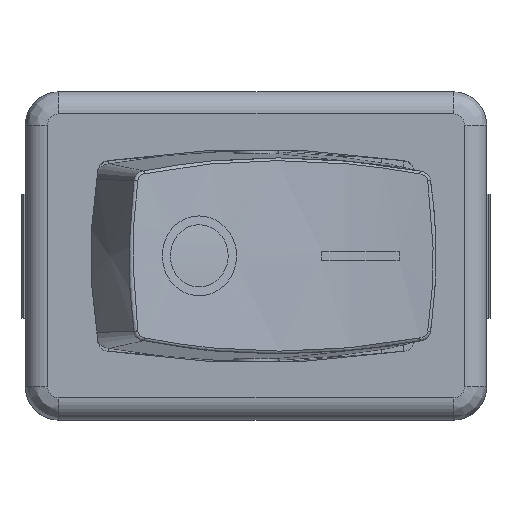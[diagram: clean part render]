
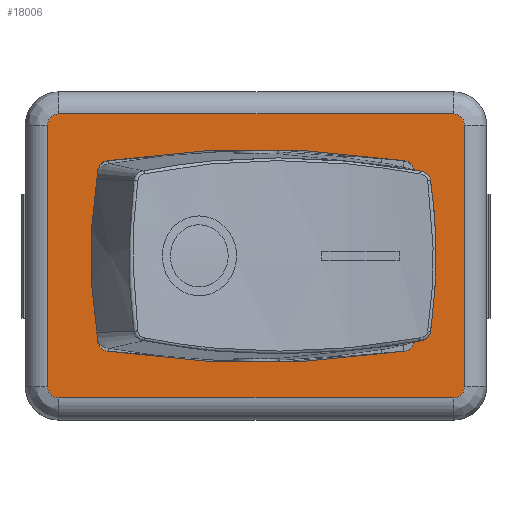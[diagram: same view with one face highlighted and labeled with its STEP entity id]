
A CAD part, top view. The second image highlights one B-rep face of the part: STEP entity #18006.
In plain terms, the highlighted planar face has unit normal (0, 0, 1).
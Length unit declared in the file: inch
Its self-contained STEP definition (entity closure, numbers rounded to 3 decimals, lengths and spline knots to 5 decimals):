
#1157=CARTESIAN_POINT('',(0.28065,0.15267,0.62992));
#1158=VERTEX_POINT('',#1157);
#1159=CARTESIAN_POINT('',(0.28727,0.15148,0.62992));
#1160=VERTEX_POINT('',#1159);
#1161=CARTESIAN_POINT('',(0.00909,-1.29883,0.62992));
#1162=DIRECTION('',(0.0,0.0,-1.0));
#1163=DIRECTION('',(-1.0,0.0,0.0));
#1164=AXIS2_PLACEMENT_3D('',#1161,#1162,#1163);
#1165=ELLIPSE('',#1164,1.51569,1.47537);
#1166=EDGE_CURVE('',#1158,#1160,#1165,.T.);
#1404=CARTESIAN_POINT('',(0.3066,0.13403,0.62992));
#1405=VERTEX_POINT('',#1404);
#1406=CARTESIAN_POINT('',(0.28594,0.13121,0.62992));
#1407=DIRECTION('',(0.0,0.0,-1.0));
#1408=DIRECTION('',(-1.0,0.0,0.0));
#1409=AXIS2_PLACEMENT_3D('',#1406,#1407,#1408);
#1410=ELLIPSE('',#1409,0.02087,0.02031);
#1411=EDGE_CURVE('',#1160,#1405,#1410,.T.);
#1487=CARTESIAN_POINT('',(0.3066,-0.13403,0.62992));
#1488=VERTEX_POINT('',#1487);
#1489=CARTESIAN_POINT('',(-0.67747,0.,0.62992));
#1490=DIRECTION('',(0.0,0.0,-1.0));
#1491=DIRECTION('',(-1.0,0.0,0.0));
#1492=AXIS2_PLACEMENT_3D('',#1489,#1490,#1491);
#1493=ELLIPSE('',#1492,0.99366,0.96723);
#1494=EDGE_CURVE('',#1405,#1488,#1493,.T.);
#3404=CARTESIAN_POINT('',(0.28727,-0.15148,0.62992));
#3405=VERTEX_POINT('',#3404);
#3406=CARTESIAN_POINT('',(0.28065,-0.15267,0.62992));
#3407=VERTEX_POINT('',#3406);
#3408=CARTESIAN_POINT('',(0.00909,1.29883,0.62992));
#3409=DIRECTION('',(0.0,0.0,-1.0));
#3410=DIRECTION('',(1.0,0.0,0.0));
#3411=AXIS2_PLACEMENT_3D('',#3408,#3409,#3410);
#3412=ELLIPSE('',#3411,1.51569,1.47537);
#3413=EDGE_CURVE('',#3405,#3407,#3412,.T.);
#3460=CARTESIAN_POINT('',(0.28594,-0.13121,0.62992));
#3461=DIRECTION('',(0.0,0.0,-1.0));
#3462=DIRECTION('',(1.0,0.0,0.0));
#3463=AXIS2_PLACEMENT_3D('',#3460,#3461,#3462);
#3464=ELLIPSE('',#3463,0.02087,0.02031);
#3465=EDGE_CURVE('',#1488,#3405,#3464,.T.);
#3551=CARTESIAN_POINT('',(-0.26415,0.16907,0.62992));
#3552=VERTEX_POINT('',#3551);
#3559=CARTESIAN_POINT('',(-0.28062,0.15285,0.62992));
#3560=VERTEX_POINT('',#3559);
#3561=CARTESIAN_POINT('',(-0.2612,0.14961,0.62992));
#3562=DIRECTION('',(0.0,0.0,-1.0));
#3563=DIRECTION('',(-0.15,0.989,0.0));
#3564=AXIS2_PLACEMENT_3D('',#3561,#3562,#3563);
#3565=CIRCLE('',#3564,0.01969);
#3566=EDGE_CURVE('',#3560,#3552,#3565,.T.);
#3609=CARTESIAN_POINT('',(-0.28062,-0.15285,0.62992));
#3610=VERTEX_POINT('',#3609);
#3617=CARTESIAN_POINT('',(-0.26415,-0.16907,0.62992));
#3618=VERTEX_POINT('',#3617);
#3619=CARTESIAN_POINT('',(-0.2612,-0.14961,0.62992));
#3620=DIRECTION('',(0.0,0.0,-1.0));
#3621=DIRECTION('',(-0.986,-0.165,0.0));
#3622=AXIS2_PLACEMENT_3D('',#3619,#3620,#3621);
#3623=CIRCLE('',#3622,0.01969);
#3624=EDGE_CURVE('',#3618,#3610,#3623,.T.);
#3669=CARTESIAN_POINT('',(0.26415,-0.16907,0.62992));
#3670=VERTEX_POINT('',#3669);
#3677=CARTESIAN_POINT('',(0.28062,-0.15285,0.62992));
#3678=VERTEX_POINT('',#3677);
#3679=CARTESIAN_POINT('',(0.2612,-0.14961,0.62992));
#3680=DIRECTION('',(0.0,0.0,-1.0));
#3681=DIRECTION('',(0.15,-0.989,0.0));
#3682=AXIS2_PLACEMENT_3D('',#3679,#3680,#3681);
#3683=CIRCLE('',#3682,0.01969);
#3684=EDGE_CURVE('',#3678,#3670,#3683,.T.);
#3728=CARTESIAN_POINT('',(0.28062,0.15285,0.62992));
#3729=VERTEX_POINT('',#3728);
#3730=CARTESIAN_POINT('',(-0.63355,0.,0.62992));
#3731=DIRECTION('',(0.0,0.0,-1.0));
#3732=DIRECTION('',(0.986,-0.165,0.0));
#3733=AXIS2_PLACEMENT_3D('',#3730,#3731,#3732);
#3734=CIRCLE('',#3733,0.92686);
#3735=EDGE_CURVE('',#3729,#1158,#3734,.T.);
#3753=CARTESIAN_POINT('',(-0.63355,0.,0.62992));
#3754=DIRECTION('',(0.0,0.0,-1.0));
#3755=DIRECTION('',(0.986,-0.165,0.0));
#3756=AXIS2_PLACEMENT_3D('',#3753,#3754,#3755);
#3757=CIRCLE('',#3756,0.92686);
#3758=EDGE_CURVE('',#3407,#3678,#3757,.T.);
#9046=CARTESIAN_POINT('',(0.63355,0.,0.62992));
#9047=DIRECTION('',(0.0,0.0,-1.0));
#9048=DIRECTION('',(-0.986,0.165,0.0));
#9049=AXIS2_PLACEMENT_3D('',#9046,#9047,#9048);
#9050=CIRCLE('',#9049,0.92686);
#9051=EDGE_CURVE('',#3610,#3560,#9050,.T.);
#9067=CARTESIAN_POINT('',(0.,1.57349,0.62992));
#9068=DIRECTION('',(0.0,0.0,-1.0));
#9069=DIRECTION('',(-0.15,-0.989,0.0));
#9070=AXIS2_PLACEMENT_3D('',#9067,#9068,#9069);
#9071=CIRCLE('',#9070,1.76247);
#9072=EDGE_CURVE('',#3670,#3618,#9071,.T.);
#9288=CARTESIAN_POINT('',(0.26415,0.16907,0.62992));
#9289=VERTEX_POINT('',#9288);
#9296=CARTESIAN_POINT('',(0.,-1.57349,0.62992));
#9297=DIRECTION('',(0.0,0.0,-1.0));
#9298=DIRECTION('',(0.15,0.989,0.0));
#9299=AXIS2_PLACEMENT_3D('',#9296,#9297,#9298);
#9300=CIRCLE('',#9299,1.76247);
#9301=EDGE_CURVE('',#3552,#9289,#9300,.T.);
#17420=CARTESIAN_POINT('',(0.2612,0.14961,0.62992));
#17421=DIRECTION('',(0.0,0.0,-1.0));
#17422=DIRECTION('',(0.986,0.165,0.0));
#17423=AXIS2_PLACEMENT_3D('',#17420,#17421,#17422);
#17424=CIRCLE('',#17423,0.01969);
#17425=EDGE_CURVE('',#9289,#3729,#17424,.T.);
#17453=CARTESIAN_POINT('',(-0.37008,-0.23228,0.62992));
#17454=VERTEX_POINT('',#17453);
#17462=CARTESIAN_POINT('',(-0.37008,0.23228,0.62992));
#17463=VERTEX_POINT('',#17462);
#17464=CARTESIAN_POINT('',(-0.37008,-0.23228,0.62992));
#17465=DIRECTION('',(0.0,1.0,0.0));
#17466=VECTOR('',#17465,0.46457);
#17467=LINE('',#17464,#17466);
#17468=EDGE_CURVE('',#17454,#17463,#17467,.T.);
#17543=CARTESIAN_POINT('',(-0.35039,-0.25197,0.62992));
#17544=VERTEX_POINT('',#17543);
#17552=CARTESIAN_POINT('',(-0.35039,-0.23228,0.62992));
#17553=DIRECTION('',(0.0,0.0,-1.0));
#17554=DIRECTION('',(-0.707,-0.707,0.0));
#17555=AXIS2_PLACEMENT_3D('',#17552,#17553,#17554);
#17556=CIRCLE('',#17555,0.01969);
#17557=EDGE_CURVE('',#17544,#17454,#17556,.T.);
#17623=CARTESIAN_POINT('',(-0.35039,0.25197,0.62992));
#17624=VERTEX_POINT('',#17623);
#17642=CARTESIAN_POINT('',(-0.35039,0.23228,0.62992));
#17643=DIRECTION('',(0.0,0.0,-1.0));
#17644=DIRECTION('',(-0.707,0.707,0.0));
#17645=AXIS2_PLACEMENT_3D('',#17642,#17643,#17644);
#17646=CIRCLE('',#17645,0.01969);
#17647=EDGE_CURVE('',#17463,#17624,#17646,.T.);
#17659=CARTESIAN_POINT('',(0.35039,-0.25197,0.62992));
#17660=VERTEX_POINT('',#17659);
#17668=CARTESIAN_POINT('',(0.35039,-0.25197,0.62992));
#17669=DIRECTION('',(-1.0,0.0,0.0));
#17670=VECTOR('',#17669,0.70079);
#17671=LINE('',#17668,#17670);
#17672=EDGE_CURVE('',#17660,#17544,#17671,.T.);
#17689=CARTESIAN_POINT('',(0.35039,0.25197,0.62992));
#17690=VERTEX_POINT('',#17689);
#17707=CARTESIAN_POINT('',(-0.35039,0.25197,0.62992));
#17708=DIRECTION('',(1.0,0.0,0.0));
#17709=VECTOR('',#17708,0.70079);
#17710=LINE('',#17707,#17709);
#17711=EDGE_CURVE('',#17624,#17690,#17710,.T.);
#17771=CARTESIAN_POINT('',(0.37008,-0.23228,0.62992));
#17772=VERTEX_POINT('',#17771);
#17780=CARTESIAN_POINT('',(0.35039,-0.23228,0.62992));
#17781=DIRECTION('',(0.0,0.0,-1.0));
#17782=DIRECTION('',(0.707,-0.707,0.0));
#17783=AXIS2_PLACEMENT_3D('',#17780,#17781,#17782);
#17784=CIRCLE('',#17783,0.01969);
#17785=EDGE_CURVE('',#17772,#17660,#17784,.T.);
#17851=CARTESIAN_POINT('',(0.37008,0.23228,0.62992));
#17852=VERTEX_POINT('',#17851);
#17870=CARTESIAN_POINT('',(0.35039,0.23228,0.62992));
#17871=DIRECTION('',(0.0,0.0,-1.0));
#17872=DIRECTION('',(0.707,0.707,0.0));
#17873=AXIS2_PLACEMENT_3D('',#17870,#17871,#17872);
#17874=CIRCLE('',#17873,0.01969);
#17875=EDGE_CURVE('',#17690,#17852,#17874,.T.);
#17893=CARTESIAN_POINT('',(0.37008,0.23228,0.62992));
#17894=DIRECTION('',(0.0,-1.0,0.0));
#17895=VECTOR('',#17894,0.46457);
#17896=LINE('',#17893,#17895);
#17897=EDGE_CURVE('',#17852,#17772,#17896,.T.);
#17975=CARTESIAN_POINT('',(-0.40709,-0.27717,0.62992));
#17976=DIRECTION('',(0.0,0.0,1.0));
#17977=DIRECTION('',(1.0,0.0,0.0));
#17978=AXIS2_PLACEMENT_3D('',#17975,#17976,#17977);
#17979=PLANE('',#17978);
#17980=ORIENTED_EDGE('',*,*,#17468,.F.);
#17981=ORIENTED_EDGE('',*,*,#17557,.F.);
#17982=ORIENTED_EDGE('',*,*,#17672,.F.);
#17983=ORIENTED_EDGE('',*,*,#17785,.F.);
#17984=ORIENTED_EDGE('',*,*,#17897,.F.);
#17985=ORIENTED_EDGE('',*,*,#17875,.F.);
#17986=ORIENTED_EDGE('',*,*,#17711,.F.);
#17987=ORIENTED_EDGE('',*,*,#17647,.F.);
#17988=EDGE_LOOP('',(#17980,#17981,#17982,#17983,#17984,#17985,#17986,#17987));
#17989=FACE_OUTER_BOUND('',#17988,.T.);
#17990=ORIENTED_EDGE('',*,*,#3413,.T.);
#17991=ORIENTED_EDGE('',*,*,#3758,.T.);
#17992=ORIENTED_EDGE('',*,*,#3684,.T.);
#17993=ORIENTED_EDGE('',*,*,#9072,.T.);
#17994=ORIENTED_EDGE('',*,*,#3624,.T.);
#17995=ORIENTED_EDGE('',*,*,#9051,.T.);
#17996=ORIENTED_EDGE('',*,*,#3566,.T.);
#17997=ORIENTED_EDGE('',*,*,#9301,.T.);
#17998=ORIENTED_EDGE('',*,*,#17425,.T.);
#17999=ORIENTED_EDGE('',*,*,#3735,.T.);
#18000=ORIENTED_EDGE('',*,*,#1166,.T.);
#18001=ORIENTED_EDGE('',*,*,#1411,.T.);
#18002=ORIENTED_EDGE('',*,*,#1494,.T.);
#18003=ORIENTED_EDGE('',*,*,#3465,.T.);
#18004=EDGE_LOOP('',(#17990,#17991,#17992,#17993,#17994,#17995,#17996,#17997,#17998,#17999,#18000,#18001,#18002,#18003));
#18005=FACE_BOUND('',#18004,.T.);
#18006=ADVANCED_FACE('',(#17989,#18005),#17979,.T.);
